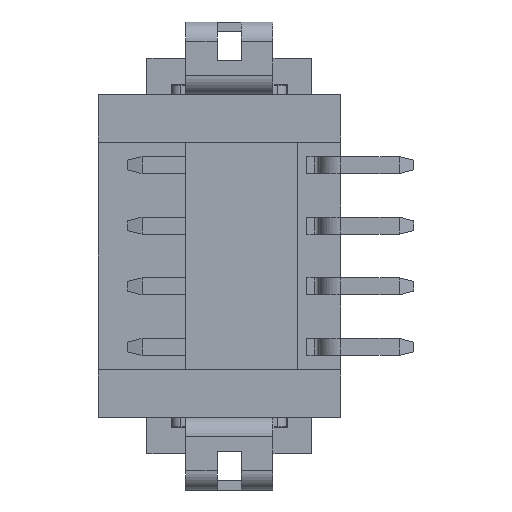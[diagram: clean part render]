
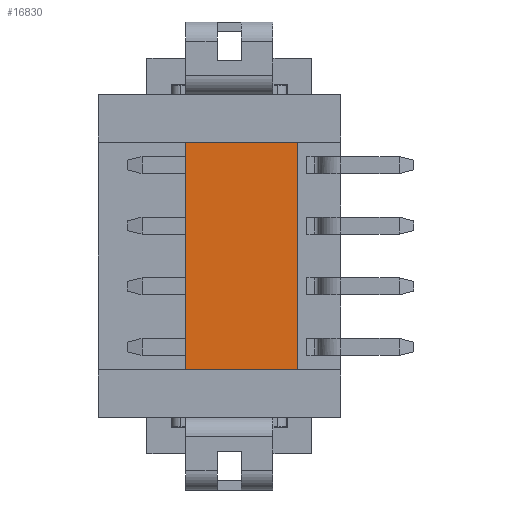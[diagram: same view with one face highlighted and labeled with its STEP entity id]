
A CAD part, left-side view. The second image highlights one B-rep face of the part: STEP entity #16830.
In plain terms, the highlighted planar face has unit normal (-1, 0, 0).
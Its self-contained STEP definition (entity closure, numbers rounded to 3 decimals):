
#13800=CARTESIAN_POINT('',(-2.217,-1.33,12.975));
#13810=VERTEX_POINT('',#13800);
#13840=CARTESIAN_POINT('',(-2.217,0.,12.975));
#13850=DIRECTION('',(0.,1.,0.));
#13860=VECTOR('',#13850,1.);
#13870=LINE('',#13840,#13860);
#13880=CARTESIAN_POINT('',(-2.217,0.97,12.975));
#13890=VERTEX_POINT('',#13880);
#13900=EDGE_CURVE('',#13810,#13890,#13870,.T.);
#16530=CARTESIAN_POINT('',(-2.217,-0.614,7.213
));
#16540=DIRECTION('',(1.,0.,0.));
#16550=DIRECTION('',(0.,-1.,0.));
#16560=AXIS2_PLACEMENT_3D('',#16530,#16540,#16550);
#16570=PLANE('',#16560);
#16580=CARTESIAN_POINT('',(-2.217,0.,8.275));
#16590=DIRECTION('',(0.,1.,0.));
#16600=VECTOR('',#16590,1.);
#16610=LINE('',#16580,#16600);
#16620=CARTESIAN_POINT('',(-2.217,-1.33,8.275));
#16630=VERTEX_POINT('',#16620);
#16640=CARTESIAN_POINT('',(-2.217,0.97,8.275));
#16650=VERTEX_POINT('',#16640);
#16660=EDGE_CURVE('',#16630,#16650,#16610,.T.);
#16670=ORIENTED_EDGE('',*,*,#16660,.F.);
#16680=CARTESIAN_POINT('',(-2.217,0.97,-0.625));
#16690=DIRECTION('',(0.,0.,-1.));
#16700=VECTOR('',#16690,1.);
#16710=LINE('',#16680,#16700);
#16720=EDGE_CURVE('',#13890,#16650,#16710,.T.);
#16730=ORIENTED_EDGE('',*,*,#16720,.T.);
#16740=ORIENTED_EDGE('',*,*,#13900,.T.);
#16750=CARTESIAN_POINT('',(-2.217,-1.33,24.375));
#16760=DIRECTION('',(0.,0.,1.));
#16770=VECTOR('',#16760,1.);
#16780=LINE('',#16750,#16770);
#16790=EDGE_CURVE('',#16630,#13810,#16780,.T.);
#16800=ORIENTED_EDGE('',*,*,#16790,.T.);
#16810=EDGE_LOOP('',(#16800,#16740,#16730,#16670));
#16820=FACE_OUTER_BOUND('',#16810,.T.);
#16830=ADVANCED_FACE('',(#16820),#16570,.F.);
